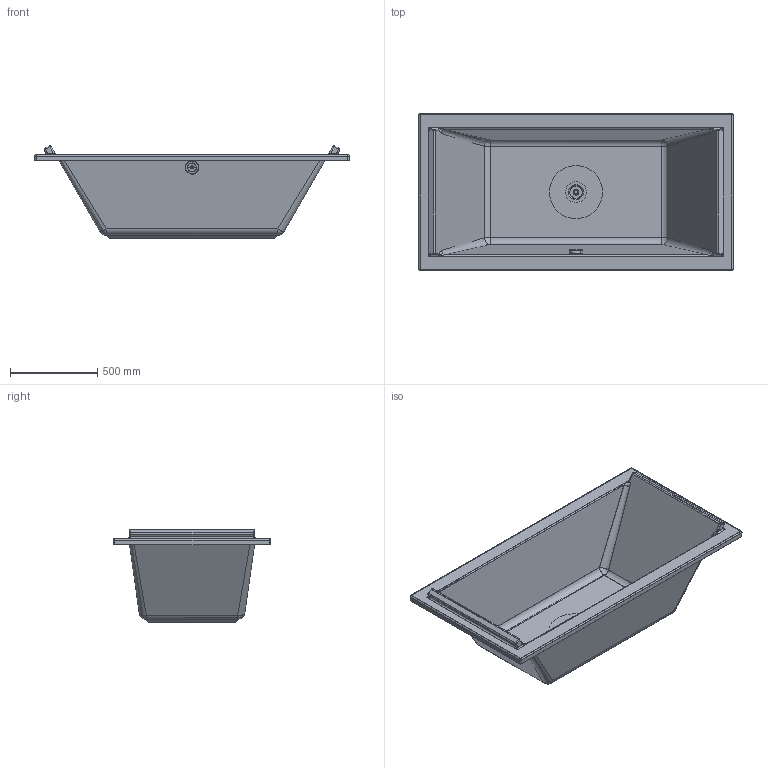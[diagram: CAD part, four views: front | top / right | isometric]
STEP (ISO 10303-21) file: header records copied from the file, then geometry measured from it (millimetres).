
FILE_DESCRIPTION((''),'2;1');
FILE_NAME('700339.stp','2013-06-28T09:01:19',('Administrator'),(''),'Autodesk Inventor 2011','Autodesk Inventor 2011','');
FILE_SCHEMA(('CONFIG_CONTROL_DESIGN'));
Length unit declared in the file: millimetre
Products named in the file (4): 700339; Stopfen; Verschluss_Ueberlauf
Assembly tree (3 placements, depth 2):
  700339
    700339
    Stopfen
    Verschluss_Ueberlauf
Bounding box: 1800 x 900 x 532.07 mm (x, y, z)
Volume: 14012678.5 mm3; surface area: 7403514.3 mm2
Topology: 4 solids, 4 shells, 391 faces, 959 edges, 544 vertices
Faces by surface type: plane 135, cylinder 126, bspline 92, sphere 27, cone 6, torus 5
Full cylindrical faces by diameter (mm): 9.2 x1, 13 x1, 14.5 x1, 24 x1, 29.2 x1, 32 x2, 52 x2, 72 x1
Entity records: 29342 total; most frequent: CARTESIAN_POINT 20248, ORIENTED_EDGE 1804, DIRECTION 1733, EDGE_CURVE 902, AXIS2_PLACEMENT_3D 657, VERTEX_POINT 530, EDGE_LOOP 428, VECTOR 419
